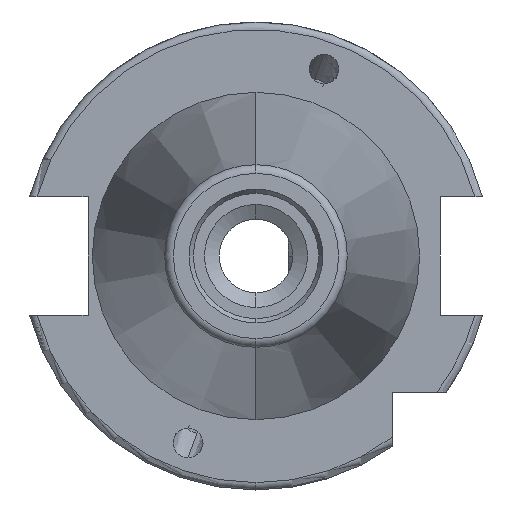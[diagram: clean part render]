
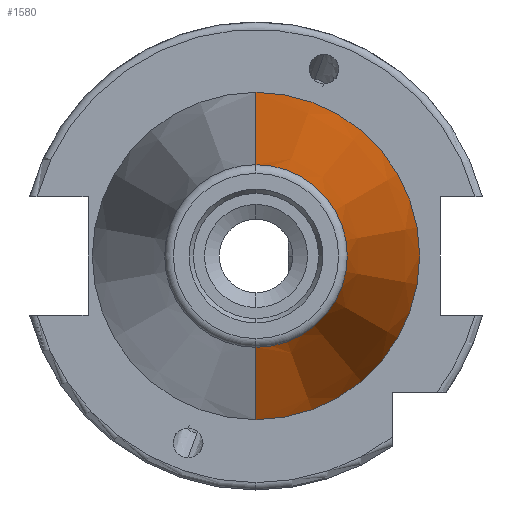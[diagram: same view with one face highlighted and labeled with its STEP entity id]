
A CAD part, left-side view. The second image highlights one B-rep face of the part: STEP entity #1580.
In plain terms, the highlighted conical face has half-angle 8.297 degrees and reference radius 22.225 mm.
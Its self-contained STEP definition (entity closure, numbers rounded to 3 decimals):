
#353 = DIRECTION ( 'NONE',  ( 0.99, 0., -0.144 ) ) ;
#354 = CARTESIAN_POINT ( 'NONE',  ( 0., 0., -22.225 ) ) ;
#355 = LINE ( 'NONE', #354, #362 ) ;
#362 = VECTOR ( 'NONE', #353, 1000. ) ;
#412 = VECTOR ( 'NONE', #434, 1000. ) ;
#413 = CARTESIAN_POINT ( 'NONE',  ( 0., 0., 22.225 ) ) ;
#415 = LINE ( 'NONE', #413, #412 ) ;
#434 = DIRECTION ( 'NONE',  ( 0.99, 0., 0.144 ) ) ;
#457 = CARTESIAN_POINT ( 'NONE',  ( -67.373, 0., 12.4 ) ) ;
#462 = CARTESIAN_POINT ( 'NONE',  ( -67.373, 0., -12.4 ) ) ;
#1064 = AXIS2_PLACEMENT_3D ( 'NONE', #1077, #1076, #1072 ) ;
#1072 = DIRECTION ( 'NONE',  ( 0., 0., -1. ) ) ;
#1076 = DIRECTION ( 'NONE',  ( -1., 0., 0. ) ) ;
#1077 = CARTESIAN_POINT ( 'NONE',  ( -67.373, 0., 0. ) ) ;
#1092 = CIRCLE ( 'NONE', #1064, 12.4 ) ;
#1328 = ORIENTED_EDGE ( 'NONE', *, *, #1567, .T. ) ;
#1364 = EDGE_CURVE ( 'NONE', #1401, #1568, #355, .T. ) ;
#1373 = ORIENTED_EDGE ( 'NONE', *, *, #1378, .F. ) ;
#1378 = EDGE_CURVE ( 'NONE', #1397, #1565, #415, .T. ) ;
#1397 = VERTEX_POINT ( 'NONE', #457 ) ;
#1401 = VERTEX_POINT ( 'NONE', #462 ) ;
#1412 = ORIENTED_EDGE ( 'NONE', *, *, #1426, .F. ) ;
#1426 = EDGE_CURVE ( 'NONE', #1401, #1397, #1092, .T. ) ;
#1428 = ORIENTED_EDGE ( 'NONE', *, *, #1364, .T. ) ;
#1565 = VERTEX_POINT ( 'NONE', #3776 ) ;
#1567 = EDGE_CURVE ( 'NONE', #1568, #1565, #3835, .T. ) ;
#1568 = VERTEX_POINT ( 'NONE', #3830 ) ;
#1577 = EDGE_LOOP ( 'NONE', ( #1412, #1428, #1328, #1373 ) ) ;
#1580 = ADVANCED_FACE ( 'NONE', ( #3813 ), #3812, .T. ) ;
#3776 = CARTESIAN_POINT ( 'NONE',  ( 0., 0., 22.225 ) ) ;
#3808 = DIRECTION ( 'NONE',  ( 0., 0., 1. ) ) ;
#3809 = DIRECTION ( 'NONE',  ( 1., 0., 0. ) ) ;
#3810 = AXIS2_PLACEMENT_3D ( 'NONE', #3811, #3809, #3808 ) ;
#3811 = CARTESIAN_POINT ( 'NONE',  ( 0., 0., 0. ) ) ;
#3812 = CONICAL_SURFACE ( 'NONE', #3810, 22.225, 0.145 ) ;
#3813 = FACE_OUTER_BOUND ( 'NONE', #1577, .T. ) ;
#3830 = CARTESIAN_POINT ( 'NONE',  ( 0., 0., -22.225 ) ) ;
#3831 = DIRECTION ( 'NONE',  ( 0., 0., -1. ) ) ;
#3832 = DIRECTION ( 'NONE',  ( -1., 0., 0. ) ) ;
#3833 = CARTESIAN_POINT ( 'NONE',  ( 0., 0., 0. ) ) ;
#3834 = AXIS2_PLACEMENT_3D ( 'NONE', #3833, #3832, #3831 ) ;
#3835 = CIRCLE ( 'NONE', #3834, 22.225 ) ;
